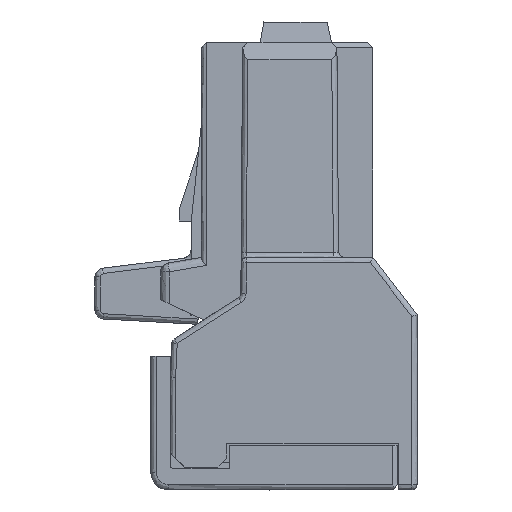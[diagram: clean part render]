
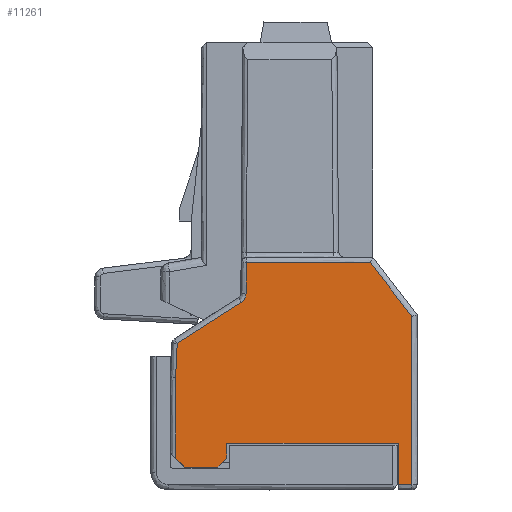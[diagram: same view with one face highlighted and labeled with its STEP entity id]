
A CAD part, left-side view. The second image highlights one B-rep face of the part: STEP entity #11261.
In plain terms, the highlighted free-form (B-spline) face has degree [1, 1] with [2, 2] control points.
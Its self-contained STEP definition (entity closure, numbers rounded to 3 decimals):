
#8618=CARTESIAN_POINT('',(-0.688,12.15,0.545));
#8619=VERTEX_POINT('',#8618);
#8625=CARTESIAN_POINT('',(-0.688,12.65,1.045));
#8626=VERTEX_POINT('',#8625);
#8627=CARTESIAN_POINT('',(-0.688,12.15,0.545));
#8628=CARTESIAN_POINT('',(-0.688,12.65,1.045));
#8629=B_SPLINE_CURVE_WITH_KNOTS('',1,(#8627,#8628),.POLYLINE_FORM.,.F.,.U.,(2,2),(0.,1.),.UNSPECIFIED.);
#8630=EDGE_CURVE('',#8619,#8626,#8629,.T.);
#8669=CARTESIAN_POINT('',(-0.688,12.65,5.631));
#8670=VERTEX_POINT('',#8669);
#8683=CARTESIAN_POINT('',(-0.688,12.65,1.045));
#8684=CARTESIAN_POINT('',(-0.688,12.65,5.631));
#8685=B_SPLINE_CURVE_WITH_KNOTS('',1,(#8683,#8684),.POLYLINE_FORM.,.F.,.U.,(2,2),(0.,1.),.UNSPECIFIED.);
#8686=EDGE_CURVE('',#8626,#8670,#8685,.T.);
#11002=CARTESIAN_POINT('',(-0.688,12.558,7.576));
#11003=VERTEX_POINT('',#11002);
#11004=CARTESIAN_POINT('',(-0.688,12.65,5.631));
#11005=CARTESIAN_POINT('',(-0.688,12.558,7.576));
#11006=B_SPLINE_CURVE_WITH_KNOTS('',1,(#11004,#11005),.POLYLINE_FORM.,.F.,.U.,(2,2),(0.,1.),.UNSPECIFIED.);
#11007=EDGE_CURVE('',#8670,#11003,#11006,.T.);
#11151=CARTESIAN_POINT('',(-0.688,10.25,0.545));
#11152=VERTEX_POINT('',#11151);
#11153=CARTESIAN_POINT('',(-0.688,10.25,0.545));
#11154=CARTESIAN_POINT('',(-0.688,12.15,0.545));
#11155=B_SPLINE_CURVE_WITH_KNOTS('',1,(#11153,#11154),.POLYLINE_FORM.,.F.,.U.,(2,2),(0.,1.),.UNSPECIFIED.);
#11156=EDGE_CURVE('',#11152,#8619,#11155,.T.);
#11174=CARTESIAN_POINT('',(-0.687,-86.289,103.908));
#11175=CARTESIAN_POINT('',(-0.689,-86.289,-82.92));
#11176=CARTESIAN_POINT('',(-0.687,99.992,103.908));
#11177=CARTESIAN_POINT('',(-0.689,99.992,-82.92));
#11178=B_SPLINE_SURFACE_WITH_KNOTS('',1,1,((#11174,#11175),(#11176,#11177)),.PLANE_SURF.,.F.,.F.,.U.,(2,2),(2,2),(-0.186,1.222),(-0.193,1.212),.UNSPECIFIED.);
#11179=CARTESIAN_POINT('',(-0.688,9.75,1.895));
#11180=VERTEX_POINT('',#11179);
#11181=CARTESIAN_POINT('',(-0.688,9.75,1.045));
#11182=VERTEX_POINT('',#11181);
#11183=CARTESIAN_POINT('',(-0.688,9.75,1.895));
#11184=CARTESIAN_POINT('',(-0.688,9.75,1.045));
#11185=B_SPLINE_CURVE_WITH_KNOTS('',1,(#11183,#11184),.POLYLINE_FORM.,.F.,.U.,(2,2),(0.,1.),.UNSPECIFIED.);
#11186=EDGE_CURVE('',#11180,#11182,#11185,.T.);
#11187=ORIENTED_EDGE('',*,*,#11186,.F.);
#11188=CARTESIAN_POINT('',(-0.688,0.,1.895));
#11189=VERTEX_POINT('',#11188);
#11190=CARTESIAN_POINT('',(-0.688,0.,1.895));
#11191=CARTESIAN_POINT('',(-0.688,9.75,1.895));
#11192=B_SPLINE_CURVE_WITH_KNOTS('',1,(#11190,#11191),.POLYLINE_FORM.,.F.,.U.,(2,2),(0.,1.),.UNSPECIFIED.);
#11193=EDGE_CURVE('',#11189,#11180,#11192,.T.);
#11194=ORIENTED_EDGE('',*,*,#11193,.F.);
#11195=CARTESIAN_POINT('',(-0.688,0.,-0.455));
#11196=VERTEX_POINT('',#11195);
#11197=CARTESIAN_POINT('',(-0.688,0.,-0.455));
#11198=CARTESIAN_POINT('',(-0.688,0.,1.895));
#11199=B_SPLINE_CURVE_WITH_KNOTS('',1,(#11197,#11198),.POLYLINE_FORM.,.F.,.U.,(2,2),(0.,1.),.UNSPECIFIED.);
#11200=EDGE_CURVE('',#11196,#11189,#11199,.T.);
#11201=ORIENTED_EDGE('',*,*,#11200,.F.);
#11202=CARTESIAN_POINT('',(-0.688,-0.75,-0.455));
#11203=VERTEX_POINT('',#11202);
#11204=CARTESIAN_POINT('',(-0.688,-0.75,-0.455));
#11205=CARTESIAN_POINT('',(-0.688,0.,-0.455));
#11206=B_SPLINE_CURVE_WITH_KNOTS('',1,(#11204,#11205),.POLYLINE_FORM.,.F.,.U.,(2,2),(0.,1.),.UNSPECIFIED.);
#11207=EDGE_CURVE('',#11203,#11196,#11206,.T.);
#11208=ORIENTED_EDGE('',*,*,#11207,.F.);
#11209=CARTESIAN_POINT('',(-0.688,-0.75,9.093));
#11210=VERTEX_POINT('',#11209);
#11211=CARTESIAN_POINT('',(-0.688,-0.75,9.093));
#11212=CARTESIAN_POINT('',(-0.688,-0.75,-0.455));
#11213=B_SPLINE_CURVE_WITH_KNOTS('',1,(#11211,#11212),.POLYLINE_FORM.,.F.,.U.,(2,2),(0.,1.),.UNSPECIFIED.);
#11214=EDGE_CURVE('',#11210,#11203,#11213,.T.);
#11215=ORIENTED_EDGE('',*,*,#11214,.F.);
#11216=CARTESIAN_POINT('',(-0.688,1.6,12.145));
#11217=VERTEX_POINT('',#11216);
#11218=CARTESIAN_POINT('',(-0.688,1.6,12.145));
#11219=CARTESIAN_POINT('',(-0.688,-0.75,9.093));
#11220=B_SPLINE_CURVE_WITH_KNOTS('',1,(#11218,#11219),.POLYLINE_FORM.,.F.,.U.,(2,2),(0.,1.),.UNSPECIFIED.);
#11221=EDGE_CURVE('',#11217,#11210,#11220,.T.);
#11222=ORIENTED_EDGE('',*,*,#11221,.F.);
#11223=CARTESIAN_POINT('',(-0.688,8.637,12.145));
#11224=VERTEX_POINT('',#11223);
#11225=CARTESIAN_POINT('',(-0.688,8.637,12.145));
#11226=CARTESIAN_POINT('',(-0.688,1.6,12.145));
#11227=B_SPLINE_CURVE_WITH_KNOTS('',1,(#11225,#11226),.POLYLINE_FORM.,.F.,.U.,(2,2),(0.,1.),.UNSPECIFIED.);
#11228=EDGE_CURVE('',#11224,#11217,#11227,.T.);
#11229=ORIENTED_EDGE('',*,*,#11228,.F.);
#11230=CARTESIAN_POINT('',(-0.688,8.649,10.406));
#11231=VERTEX_POINT('',#11230);
#11232=CARTESIAN_POINT('',(-0.688,8.649,10.406));
#11233=CARTESIAN_POINT('',(-0.688,8.637,12.145));
#11234=B_SPLINE_CURVE_WITH_KNOTS('',1,(#11232,#11233),.POLYLINE_FORM.,.F.,.U.,(2,2),(0.,1.),.UNSPECIFIED.);
#11235=EDGE_CURVE('',#11231,#11224,#11234,.T.);
#11236=ORIENTED_EDGE('',*,*,#11235,.F.);
#11237=CARTESIAN_POINT('',(-0.688,8.925,9.905));
#11238=VERTEX_POINT('',#11237);
#11239=CARTESIAN_POINT('',(-0.688,8.925,9.905));
#11240=CARTESIAN_POINT('',(-0.688,8.651,10.08));
#11241=CARTESIAN_POINT('',(-0.688,8.649,10.406));
#11242=(BOUNDED_CURVE()B_SPLINE_CURVE(2,(#11239,#11240,#11241),.CIRCULAR_ARC.,.F.,.U.)B_SPLINE_CURVE_WITH_KNOTS((3,3),(0.,1.),.UNSPECIFIED.)CURVE()GEOMETRIC_REPRESENTATION_ITEM()RATIONAL_B_SPLINE_CURVE((1.,0.879,1.))REPRESENTATION_ITEM(''));
#11243=EDGE_CURVE('',#11238,#11231,#11242,.T.);
#11244=ORIENTED_EDGE('',*,*,#11243,.F.);
#11245=CARTESIAN_POINT('',(-0.688,12.558,7.576));
#11246=CARTESIAN_POINT('',(-0.688,8.925,9.905));
#11247=B_SPLINE_CURVE_WITH_KNOTS('',1,(#11245,#11246),.POLYLINE_FORM.,.F.,.U.,(2,2),(0.,1.),.UNSPECIFIED.);
#11248=EDGE_CURVE('',#11003,#11238,#11247,.T.);
#11249=ORIENTED_EDGE('',*,*,#11248,.F.);
#11250=ORIENTED_EDGE('',*,*,#11007,.F.);
#11251=ORIENTED_EDGE('',*,*,#8686,.F.);
#11252=ORIENTED_EDGE('',*,*,#8630,.F.);
#11253=ORIENTED_EDGE('',*,*,#11156,.F.);
#11254=CARTESIAN_POINT('',(-0.688,9.75,1.045));
#11255=CARTESIAN_POINT('',(-0.688,10.25,0.545));
#11256=B_SPLINE_CURVE_WITH_KNOTS('',1,(#11254,#11255),.POLYLINE_FORM.,.F.,.U.,(2,2),(0.,1.),.UNSPECIFIED.);
#11257=EDGE_CURVE('',#11182,#11152,#11256,.T.);
#11258=ORIENTED_EDGE('',*,*,#11257,.F.);
#11259=EDGE_LOOP('',(#11187,#11194,#11201,#11208,#11215,#11222,#11229,#11236,#11244,#11249,#11250,#11251,#11252,#11253,#11258));
#11260=FACE_OUTER_BOUND('',#11259,.T.);
#11261=ADVANCED_FACE('',(#11260),#11178,.T.);
